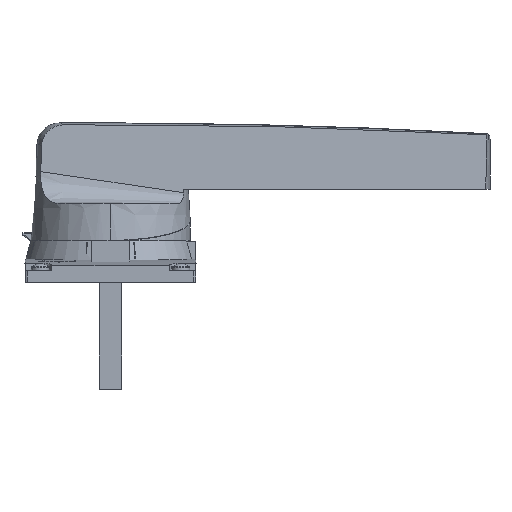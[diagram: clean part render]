
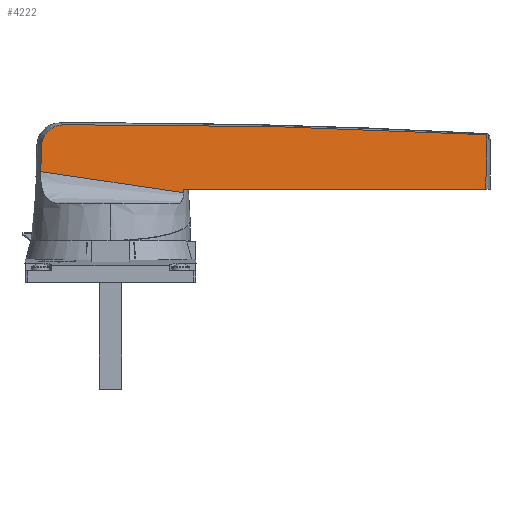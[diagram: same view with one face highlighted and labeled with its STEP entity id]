
A CAD part, front view. The second image highlights one B-rep face of the part: STEP entity #4222.
In plain terms, the highlighted planar face has unit normal (0.02, -0.998, 0.061).
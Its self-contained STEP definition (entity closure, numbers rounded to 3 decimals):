
#4222=ADVANCED_FACE('',(#11020),#11021,.T.);
#8840=VERTEX_POINT('',#15685);
#8844=VERTEX_POINT('',#15689);
#8846=EDGE_CURVE('',#8840,#8844,#15691,.F.);
#8924=VERTEX_POINT('',#15769);
#8928=VERTEX_POINT('',#15773);
#8930=EDGE_CURVE('',#8924,#8928,#15775,.T.);
#8944=EDGE_CURVE('',#8924,#8844,#15789,.T.);
#8946=VERTEX_POINT('',#15791);
#8948=VERTEX_POINT('',#15793);
#8950=EDGE_CURVE('',#8946,#8948,#15795,.T.);
#8952=VERTEX_POINT('',#15797);
#8954=EDGE_CURVE('',#8948,#8952,#15799,.T.);
#8956=EDGE_CURVE('',#8952,#8928,#15801,.T.);
#8958=EDGE_CURVE('',#8840,#8946,#15803,.T.);
#11020=FACE_OUTER_BOUND('',#18468,.T.);
#11021=PLANE('',#18469);
#15685=CARTESIAN_POINT('',(9.858,84.947,114.698));
#15689=CARTESIAN_POINT('',(10.425,85.802,128.494));
#15691=(B_SPLINE_CURVE(2,(#28417,#28418,#28419),.UNSPECIFIED.,.F.,.F.)B_SPLINE_CURVE_WITH_KNOTS((3,3),(1.278,15.112),.UNSPECIFIED.)RATIONAL_B_SPLINE_CURVE((1.,1.,1.))BOUNDED_CURVE()REPRESENTATION_ITEM('')GEOMETRIC_REPRESENTATION_ITEM()CURVE());
#15769=CARTESIAN_POINT('',(22.257,86.701,139.401));
#15773=CARTESIAN_POINT('',(245.138,90.754,134.119));
#15775=B_SPLINE_CURVE_WITH_KNOTS('',3,(#28681,#28682,#28683,#28684,#28685,#28686,#28687,#28688,#28689,#28690),.UNSPECIFIED.,.F.,.F.,(4,2,2,2,4),(11014.967,11032.707,11125.113,11217.518,11222.264),.UNSPECIFIED.);
#15789=B_SPLINE_CURVE_WITH_KNOTS('',3,(#28738,#28739,#28740,#28741,#28742,#28743,#28744,#28745,#28746,#28747,#28748,#28749,#28750,#28751,#28752,#28753),.UNSPECIFIED.,.F.,.F.,(4,3,3,3,3,4),(0.,0.25,0.443,0.666,0.912,1.0),.UNSPECIFIED.);
#15791=CARTESIAN_POINT('',(85.029,85.742,103.568));
#15793=CARTESIAN_POINT('',(84.952,85.852,105.4));
#15795=(B_SPLINE_CURVE(2,(#28761,#28762,#28763),.UNSPECIFIED.,.F.,.F.)B_SPLINE_CURVE_WITH_KNOTS((3,3),(1.265,3.102),.UNSPECIFIED.)RATIONAL_B_SPLINE_CURVE((1.,1.,1.))BOUNDED_CURVE()REPRESENTATION_ITEM('')GEOMETRIC_REPRESENTATION_ITEM()CURVE());
#15797=CARTESIAN_POINT('',(244.441,88.984,105.4));
#15799=LINE('',#28774,#28775);
#15801=ELLIPSE('',#28778,450.875,27.52);
#15803=LINE('',#28781,#28782);
#18468=EDGE_LOOP('',(#35218,#35219,#35220,#35221,#35222,#35223,#35224));
#18469=AXIS2_PLACEMENT_3D('',#35225,#35226,#35227);
#28417=CARTESIAN_POINT('',(10.425,85.802,128.494));
#28418=CARTESIAN_POINT('',(10.141,85.378,121.651));
#28419=CARTESIAN_POINT('',(9.858,84.947,114.698));
#28681=CARTESIAN_POINT('',(22.257,86.701,139.401));
#28682=CARTESIAN_POINT('',(28.554,86.827,139.439));
#28683=CARTESIAN_POINT('',(34.858,86.952,139.462));
#28684=CARTESIAN_POINT('',(74.038,87.724,139.502));
#28685=CARTESIAN_POINT('',(107.079,88.348,139.102));
#28686=CARTESIAN_POINT('',(173.393,89.547,137.413));
#28687=CARTESIAN_POINT('',(206.667,90.122,136.126));
#28688=CARTESIAN_POINT('',(241.714,90.698,134.301));
#28689=CARTESIAN_POINT('',(243.426,90.726,134.21));
#28690=CARTESIAN_POINT('',(245.138,90.754,134.119));
#28738=CARTESIAN_POINT('',(22.257,86.701,139.401));
#28739=CARTESIAN_POINT('',(20.773,86.671,139.392));
#28740=CARTESIAN_POINT('',(19.286,86.627,139.137));
#28741=CARTESIAN_POINT('',(17.893,86.568,138.622));
#28742=CARTESIAN_POINT('',(16.821,86.522,138.226));
#28743=CARTESIAN_POINT('',(15.803,86.469,137.677));
#28744=CARTESIAN_POINT('',(14.89,86.409,136.99));
#28745=CARTESIAN_POINT('',(13.831,86.339,136.193));
#28746=CARTESIAN_POINT('',(12.913,86.261,135.211));
#28747=CARTESIAN_POINT('',(12.195,86.179,134.098));
#28748=CARTESIAN_POINT('',(11.405,86.089,132.873));
#28749=CARTESIAN_POINT('',(10.861,85.994,131.492));
#28750=CARTESIAN_POINT('',(10.599,85.901,130.058));
#28751=CARTESIAN_POINT('',(10.505,85.867,129.541));
#28752=CARTESIAN_POINT('',(10.447,85.834,129.018));
#28753=CARTESIAN_POINT('',(10.425,85.802,128.494));
#28761=CARTESIAN_POINT('',(85.029,85.742,103.568));
#28762=CARTESIAN_POINT('',(84.991,85.797,104.485));
#28763=CARTESIAN_POINT('',(84.952,85.852,105.4));
#28774=CARTESIAN_POINT('',(45.992,85.087,105.4));
#28775=VECTOR('',#37822,1.0);
#28778=AXIS2_PLACEMENT_3D('',#37823,#37824,#37825);
#28781=CARTESIAN_POINT('',(47.533,85.345,109.12));
#28782=VECTOR('',#37826,1.0);
#35218=ORIENTED_EDGE('',*,*,#8950,.T.);
#35219=ORIENTED_EDGE('',*,*,#8954,.T.);
#35220=ORIENTED_EDGE('',*,*,#8956,.T.);
#35221=ORIENTED_EDGE('',*,*,#8930,.F.);
#35222=ORIENTED_EDGE('',*,*,#8944,.T.);
#35223=ORIENTED_EDGE('',*,*,#8846,.F.);
#35224=ORIENTED_EDGE('',*,*,#8958,.T.);
#35225=CARTESIAN_POINT('',(45.992,85.087,105.4));
#35226=DIRECTION('',(0.02,-0.998,0.061));
#35227=DIRECTION('',(0.,0.061,0.998));
#37822=DIRECTION('',(1.,0.02,0.0));
#37823=CARTESIAN_POINT('',(219.2,99.95,292.796));
#37824=DIRECTION('',(0.02,-0.998,0.061));
#37825=DIRECTION('',(0.001,-0.061,-0.998));
#37826=DIRECTION('',(0.989,0.01,-0.146));
